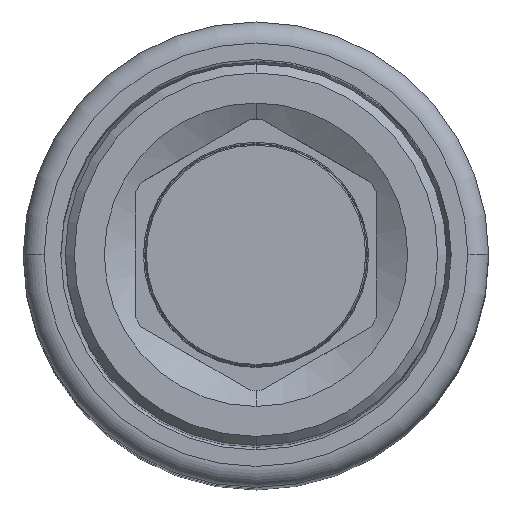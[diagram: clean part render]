
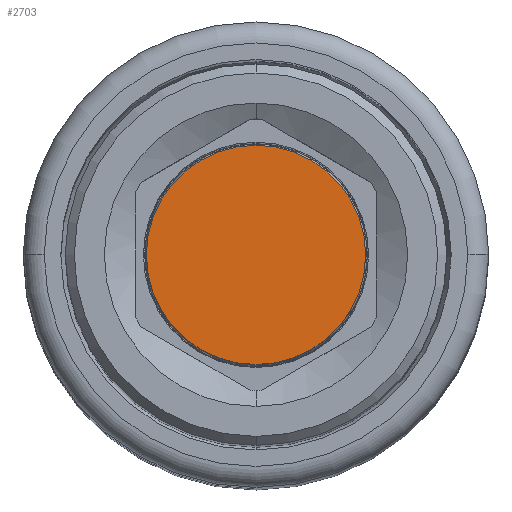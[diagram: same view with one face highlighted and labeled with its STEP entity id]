
A CAD part, top view. The second image highlights one B-rep face of the part: STEP entity #2703.
In plain terms, the highlighted planar face has unit normal (0, 0, 1).
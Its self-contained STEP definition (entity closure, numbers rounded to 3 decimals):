
#2656=CARTESIAN_POINT('',(0.,0.,71.5));
#2657=DIRECTION('',(0.,0.,1.));
#2658=DIRECTION('',(1.,0.,0.));
#2659=AXIS2_PLACEMENT_3D('',#2656,#2657,#2658);
#2661=CARTESIAN_POINT('',(0.,0.,71.5));
#2662=DIRECTION('',(0.,0.,1.));
#2663=DIRECTION('',(-1.,0.,0.));
#2664=AXIS2_PLACEMENT_3D('',#2661,#2662,#2663);
#2684=CARTESIAN_POINT('',(3.65,0.,71.5));
#2685=CARTESIAN_POINT('',(-3.65,0.,71.5));
#2686=VERTEX_POINT('',#2684);
#2687=VERTEX_POINT('',#2685);
#2692=CARTESIAN_POINT('',(0.,0.,71.5));
#2693=DIRECTION('',(0.,0.,1.));
#2694=DIRECTION('',(1.,0.,0.));
#2695=AXIS2_PLACEMENT_3D('',#2692,#2693,#2694);
#2696=PLANE('',#2695);
#2698=ORIENTED_EDGE('',*,*,#2697,.F.);
#2700=ORIENTED_EDGE('',*,*,#2699,.F.);
#2701=EDGE_LOOP('',(#2698,#2700));
#2702=FACE_OUTER_BOUND('',#2701,.F.);
#2703=ADVANCED_FACE('',(#2702),#2696,.T.);
#2660=CIRCLE('',#2659,3.65);
#2665=CIRCLE('',#2664,3.65);
#2697=EDGE_CURVE('',#2686,#2687,#2660,.T.);
#2699=EDGE_CURVE('',#2687,#2686,#2665,.T.);
